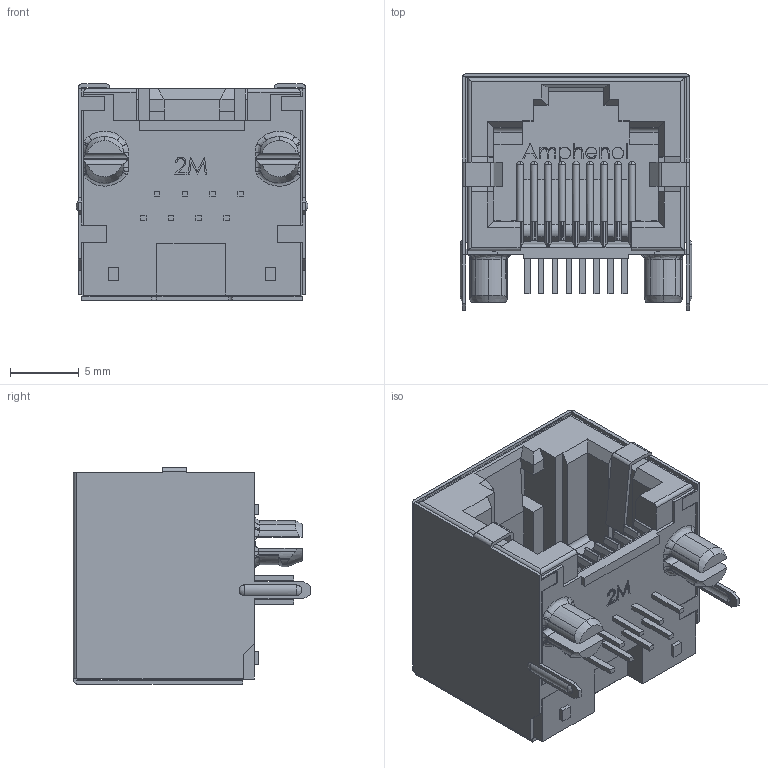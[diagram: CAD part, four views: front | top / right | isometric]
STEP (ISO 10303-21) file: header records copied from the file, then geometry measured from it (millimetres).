
FILE_DESCRIPTION (( 'STEP AP214' ), '1' );
FILE_NAME ('RJHSE5E80.STEP', '2023-05-05T05:53:42', ( '' ), ( '' ), 'SwSTEP 2.0', 'SolidWorks 2021', '' );
FILE_SCHEMA (( 'AUTOMOTIVE_DESIGN' ));
Length unit declared in the file: millimetre
Products named in the file (2): RJHSE5E80; RJHSE5E80--3DModel-STEP-533217
Assembly tree (1 placements, depth 2):
  RJHSE5E80
    RJHSE5E80--3DModel-STEP-533217
Bounding box: 16.83 x 17.25 x 15.75 mm (x, y, z)
Volume: 2130.8 mm3; surface area: 3914.9 mm2
Topology: 2 solids, 2 shells, 930 faces, 2627 edges, 1729 vertices
Faces by surface type: plane 609, cylinder 169, bspline 144, cone 8
Entity records: 37033 total; most frequent: CARTESIAN_POINT 14736, ORIENTED_EDGE 5230, DIRECTION 3606, EDGE_CURVE 2615, VECTOR 1794, LINE 1794, VERTEX_POINT 1729, EDGE_LOOP 994
